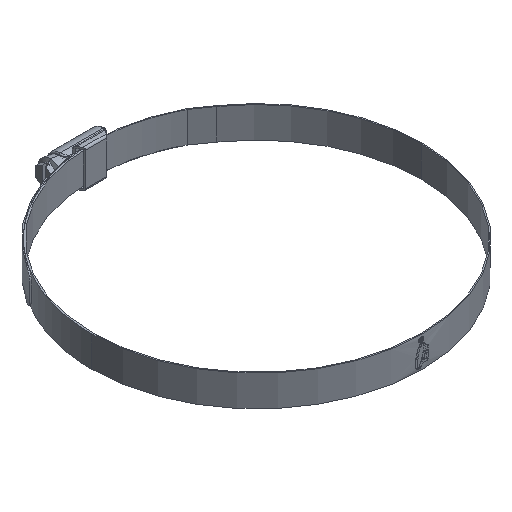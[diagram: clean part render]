
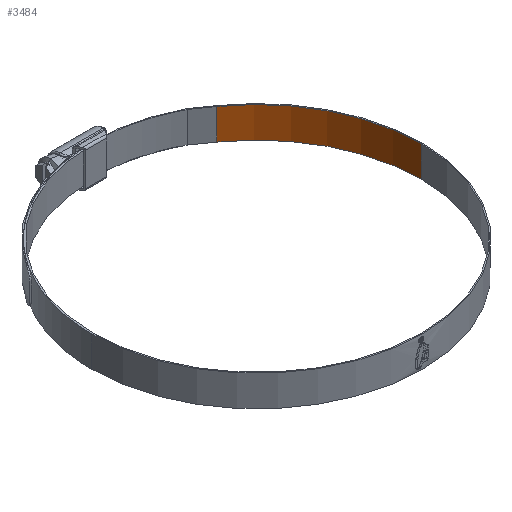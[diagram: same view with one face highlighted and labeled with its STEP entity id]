
A CAD part, isometric view. The second image highlights one B-rep face of the part: STEP entity #3484.
In plain terms, the highlighted cylindrical face has radius 76 mm (diameter 152 mm), a partial arc.
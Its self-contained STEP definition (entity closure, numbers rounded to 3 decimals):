
#196 = CARTESIAN_POINT ( 'NONE',  ( 76., 0., -7.135 ) ) ;
#277 = DIRECTION ( 'NONE',  ( 0., 0., 1. ) ) ;
#565 = CARTESIAN_POINT ( 'NONE',  ( 43.592, 62.256, 7.135 ) ) ;
#592 = VECTOR ( 'NONE', #7625, 1000. ) ;
#635 = DIRECTION ( 'NONE',  ( 0., 0., -1. ) ) ;
#814 = VERTEX_POINT ( 'NONE', #5211 ) ;
#973 = AXIS2_PLACEMENT_3D ( 'NONE', #5311, #635, #4697 ) ;
#1492 = DIRECTION ( 'NONE',  ( 1., 0., 0. ) ) ;
#1507 = ORIENTED_EDGE ( 'NONE', *, *, #3563, .T. ) ;
#1822 = CIRCLE ( 'NONE', #6027, 76. ) ;
#1950 = CARTESIAN_POINT ( 'NONE',  ( 0., 0., -7.135 ) ) ;
#2499 = ORIENTED_EDGE ( 'NONE', *, *, #5301, .F. ) ;
#2574 = CARTESIAN_POINT ( 'NONE',  ( 76., 0., 7.135 ) ) ;
#2760 = CARTESIAN_POINT ( 'NONE',  ( 43.592, 62.256, 7.135 ) ) ;
#2805 = VERTEX_POINT ( 'NONE', #196 ) ;
#2945 = CYLINDRICAL_SURFACE ( 'NONE', #973, 76. ) ;
#3013 = CARTESIAN_POINT ( 'NONE',  ( 43.592, 62.256, -7.135 ) ) ;
#3092 = DIRECTION ( 'NONE',  ( 1., 0., 0. ) ) ;
#3230 = DIRECTION ( 'NONE',  ( 0., 0., -1. ) ) ;
#3475 = LINE ( 'NONE', #565, #592 ) ;
#3484 = ADVANCED_FACE ( 'NONE', ( #5966 ), #2945, .F. ) ;
#3563 = EDGE_CURVE ( 'NONE', #814, #6852, #4561, .T. ) ;
#3669 = EDGE_CURVE ( 'NONE', #814, #2805, #7347, .T. ) ;
#4125 = EDGE_CURVE ( 'NONE', #6852, #6410, #3475, .T. ) ;
#4198 = DIRECTION ( 'NONE',  ( 0., 0., 1. ) ) ;
#4561 = CIRCLE ( 'NONE', #6051, 76. ) ;
#4697 = DIRECTION ( 'NONE',  ( -1., 0., 0. ) ) ;
#5211 = CARTESIAN_POINT ( 'NONE',  ( 76., 0., 7.135 ) ) ;
#5301 = EDGE_CURVE ( 'NONE', #2805, #6410, #1822, .T. ) ;
#5311 = CARTESIAN_POINT ( 'NONE',  ( 0., 0., 7.135 ) ) ;
#5611 = CARTESIAN_POINT ( 'NONE',  ( 0., 0., 7.135 ) ) ;
#5680 = VECTOR ( 'NONE', #3230, 1000. ) ;
#5763 = EDGE_LOOP ( 'NONE', ( #6507, #1507, #6545, #2499 ) ) ;
#5966 = FACE_OUTER_BOUND ( 'NONE', #5763, .T. ) ;
#6027 = AXIS2_PLACEMENT_3D ( 'NONE', #1950, #4198, #3092 ) ;
#6051 = AXIS2_PLACEMENT_3D ( 'NONE', #5611, #277, #1492 ) ;
#6410 = VERTEX_POINT ( 'NONE', #3013 ) ;
#6507 = ORIENTED_EDGE ( 'NONE', *, *, #3669, .F. ) ;
#6545 = ORIENTED_EDGE ( 'NONE', *, *, #4125, .T. ) ;
#6852 = VERTEX_POINT ( 'NONE', #2760 ) ;
#7347 = LINE ( 'NONE', #2574, #5680 ) ;
#7625 = DIRECTION ( 'NONE',  ( 0., 0., -1. ) ) ;
